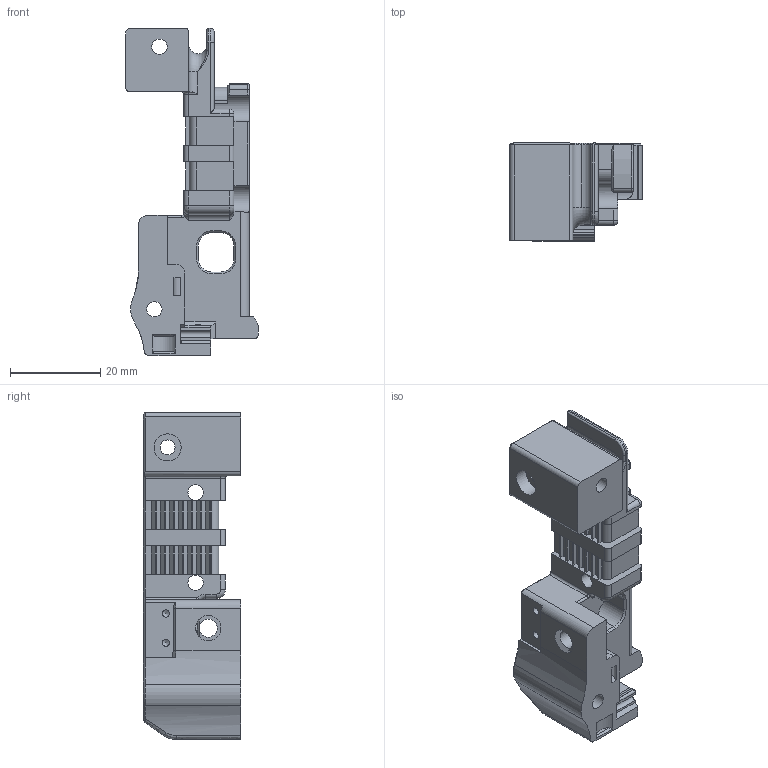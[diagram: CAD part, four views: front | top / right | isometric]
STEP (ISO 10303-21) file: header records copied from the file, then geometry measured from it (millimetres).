
FILE_DESCRIPTION(/* description */ (''),/* implementation_level */ '2;1');
FILE_NAME(/* name */ 'X_Right_Nut_HallUmbilical.stp',/* time_stamp */ '2022-07-04T20:04:21+02:00',/* author */ ('Rama'),/* organization */ (''),/* preprocessor_version */ 'ST-DEVELOPER v18.1',/* originating_system */ 'Autodesk Inventor 2022',/* authorisation */ '');
FILE_SCHEMA (('AUTOMOTIVE_DESIGN { 1 0 10303 214 3 1 1 }'));
Length unit declared in the file: millimetre
Products named in the file (1): X_Right
Bounding box: 29.4 x 21.6 x 72.5 mm (x, y, z)
Volume: 20581.4 mm3; surface area: 9228.4 mm2
Topology: 1 solids, 1 shells, 356 faces, 960 edges, 608 vertices
Faces by surface type: plane 223, cylinder 79, cone 32, bspline 12, torus 9, sphere 1
Full cylindrical faces by diameter (mm): 1.601 x3, 1.9 x1, 2.9 x1, 3.3 x1, 3.4 x6, 4 x1, 6 x3
Entity records: 11748 total; most frequent: CARTESIAN_POINT 2467, ORIENTED_EDGE 1914, DIRECTION 1824, EDGE_CURVE 957, LINE 666, VECTOR 666, VERTEX_POINT 608, AXIS2_PLACEMENT_3D 579
